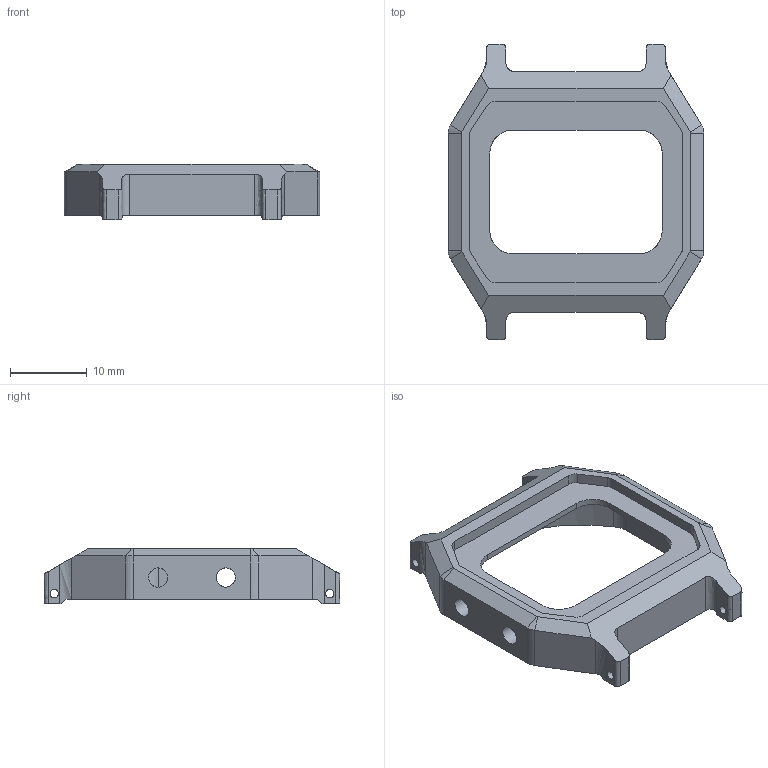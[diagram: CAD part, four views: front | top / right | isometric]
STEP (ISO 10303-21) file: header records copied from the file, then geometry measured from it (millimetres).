
FILE_DESCRIPTION(('FreeCAD Model'),'2;1');
FILE_NAME('Open CASCADE Shape Model','2025-04-25T17:00:33',('FreeCAD'),( 'FreeCAD'),'Open CASCADE STEP processor 7.6','FreeCAD','Unknown');
FILE_SCHEMA(('AUTOMOTIVE_DESIGN { 1 0 10303 214 1 1 1 1 }'));
Length unit declared in the file: millimetre
Products named in the file (1): Open CASCADE STEP translator 7.6 1
Bounding box: 33.2 x 38.4 x 7.2 mm (x, y, z)
Volume: 2516.6 mm3; surface area: 2934.8 mm2
Topology: 1 solids, 1 shells, 157 faces, 457 edges, 307 vertices
Faces by surface type: bspline 85, plane 70, cylinder 2
Entity records: 8065 total; most frequent: CARTESIAN_POINT 4725, ORIENTED_EDGE 914, EDGE_CURVE 457, DIRECTION 389, VERTEX_POINT 307, LINE 239, VECTOR 239, FACE_BOUND 178
